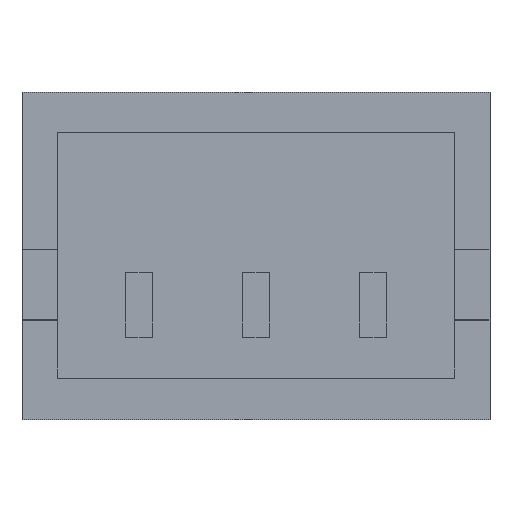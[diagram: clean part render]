
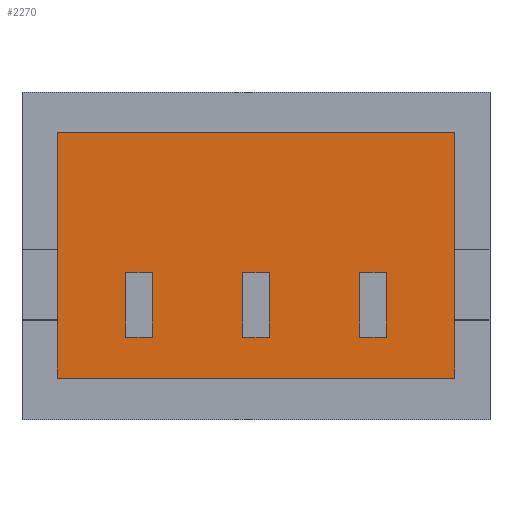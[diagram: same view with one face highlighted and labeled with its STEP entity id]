
A CAD part, top view. The second image highlights one B-rep face of the part: STEP entity #2270.
In plain terms, the highlighted planar face has unit normal (0, 0, 1).
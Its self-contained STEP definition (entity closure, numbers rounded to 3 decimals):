
#33 = CARTESIAN_POINT ( 'NONE',  ( 2., -3.55, 3.9 ) ) ;
#34 = AXIS2_PLACEMENT_3D ( 'NONE', #33, #38, #41 ) ;
#38 = DIRECTION ( 'NONE',  ( 0., 0., -1. ) ) ;
#41 = DIRECTION ( 'NONE',  ( 0., 1., 0. ) ) ;
#43 = PLANE ( 'NONE',  #34 ) ;
#416 = DIRECTION ( 'NONE',  ( -1., 0., 0. ) ) ;
#417 = VECTOR ( 'NONE', #416, 1000. ) ;
#418 = CARTESIAN_POINT ( 'NONE',  ( -0.115, -2.65, 3.9 ) ) ;
#419 = LINE ( 'NONE', #418, #417 ) ;
#420 = CARTESIAN_POINT ( 'NONE',  ( 0.115, -2.65, 3.9 ) ) ;
#762 = EDGE_CURVE ( 'NONE', #766, #2070, #1076, .T. ) ;
#763 = ORIENTED_EDGE ( 'NONE', *, *, #762, .F. ) ;
#765 = VERTEX_POINT ( 'NONE', #1072 ) ;
#766 = VERTEX_POINT ( 'NONE', #1071 ) ;
#767 = ORIENTED_EDGE ( 'NONE', *, *, #768, .F. ) ;
#768 = EDGE_CURVE ( 'NONE', #769, #766, #1070, .T. ) ;
#769 = VERTEX_POINT ( 'NONE', #1066 ) ;
#770 = ORIENTED_EDGE ( 'NONE', *, *, #771, .F. ) ;
#771 = EDGE_CURVE ( 'NONE', #765, #769, #1065, .T. ) ;
#772 = EDGE_LOOP ( 'NONE', ( #773, #819, #822, #825 ) ) ;
#773 = ORIENTED_EDGE ( 'NONE', *, *, #816, .F. ) ;
#798 = EDGE_CURVE ( 'NONE', #2213, #815, #1142, .T. ) ;
#799 = ORIENTED_EDGE ( 'NONE', *, *, #800, .F. ) ;
#800 = EDGE_CURVE ( 'NONE', #801, #815, #1138, .T. ) ;
#801 = VERTEX_POINT ( 'NONE', #1134 ) ;
#802 = ORIENTED_EDGE ( 'NONE', *, *, #803, .F. ) ;
#803 = EDGE_CURVE ( 'NONE', #2218, #801, #1132, .T. ) ;
#812 = EDGE_CURVE ( 'NONE', #818, #824, #1157, .T. ) ;
#813 = ORIENTED_EDGE ( 'NONE', *, *, #2217, .T. ) ;
#814 = ORIENTED_EDGE ( 'NONE', *, *, #798, .T. ) ;
#815 = VERTEX_POINT ( 'NONE', #1153 ) ;
#816 = EDGE_CURVE ( 'NONE', #817, #818, #1206, .T. ) ;
#817 = VERTEX_POINT ( 'NONE', #1202 ) ;
#818 = VERTEX_POINT ( 'NONE', #1201 ) ;
#819 = ORIENTED_EDGE ( 'NONE', *, *, #820, .F. ) ;
#820 = EDGE_CURVE ( 'NONE', #821, #817, #1200, .T. ) ;
#821 = VERTEX_POINT ( 'NONE', #1196 ) ;
#822 = ORIENTED_EDGE ( 'NONE', *, *, #823, .F. ) ;
#823 = EDGE_CURVE ( 'NONE', #824, #821, #1195, .T. ) ;
#824 = VERTEX_POINT ( 'NONE', #1191 ) ;
#825 = ORIENTED_EDGE ( 'NONE', *, *, #812, .F. ) ;
#826 = EDGE_LOOP ( 'NONE', ( #813, #814, #799, #802 ) ) ;
#1065 = LINE ( 'NONE', #1117, #1116 ) ;
#1066 = CARTESIAN_POINT ( 'NONE',  ( -0.115, -3.2, 3.9 ) ) ;
#1067 = DIRECTION ( 'NONE',  ( 1., 0., 0. ) ) ;
#1068 = VECTOR ( 'NONE', #1067, 1000. ) ;
#1069 = CARTESIAN_POINT ( 'NONE',  ( 0.115, -3.2, 3.9 ) ) ;
#1070 = LINE ( 'NONE', #1069, #1068 ) ;
#1071 = CARTESIAN_POINT ( 'NONE',  ( 0.115, -3.2, 3.9 ) ) ;
#1072 = CARTESIAN_POINT ( 'NONE',  ( -0.115, -2.65, 3.9 ) ) ;
#1073 = DIRECTION ( 'NONE',  ( 0., 1., 0. ) ) ;
#1074 = VECTOR ( 'NONE', #1073, 1000. ) ;
#1075 = CARTESIAN_POINT ( 'NONE',  ( 0.115, -2.65, 3.9 ) ) ;
#1076 = LINE ( 'NONE', #1075, #1074 ) ;
#1115 = DIRECTION ( 'NONE',  ( 0., -1., 0. ) ) ;
#1116 = VECTOR ( 'NONE', #1115, 1000. ) ;
#1117 = CARTESIAN_POINT ( 'NONE',  ( -0.115, -2.65, 3.9 ) ) ;
#1129 = DIRECTION ( 'NONE',  ( 0., -1., 0. ) ) ;
#1130 = VECTOR ( 'NONE', #1129, 1000. ) ;
#1131 = CARTESIAN_POINT ( 'NONE',  ( 1.7, -1.45, 3.9 ) ) ;
#1132 = LINE ( 'NONE', #1131, #1130 ) ;
#1134 = CARTESIAN_POINT ( 'NONE',  ( 1.7, -3.55, 3.9 ) ) ;
#1135 = DIRECTION ( 'NONE',  ( -1., 0., 0. ) ) ;
#1136 = VECTOR ( 'NONE', #1135, 1000. ) ;
#1137 = CARTESIAN_POINT ( 'NONE',  ( 2., -3.55, 3.9 ) ) ;
#1138 = LINE ( 'NONE', #1137, #1136 ) ;
#1139 = DIRECTION ( 'NONE',  ( 0., -1., 0. ) ) ;
#1140 = VECTOR ( 'NONE', #1139, 1000. ) ;
#1141 = CARTESIAN_POINT ( 'NONE',  ( -1.7, -1.45, 3.9 ) ) ;
#1142 = LINE ( 'NONE', #1141, #1140 ) ;
#1153 = CARTESIAN_POINT ( 'NONE',  ( -1.7, -3.55, 3.9 ) ) ;
#1154 = DIRECTION ( 'NONE',  ( 0., -1., 0. ) ) ;
#1155 = VECTOR ( 'NONE', #1154, 1000. ) ;
#1156 = CARTESIAN_POINT ( 'NONE',  ( -1.115, -2.65, 3.9 ) ) ;
#1157 = LINE ( 'NONE', #1156, #1155 ) ;
#1191 = CARTESIAN_POINT ( 'NONE',  ( -1.115, -3.2, 3.9 ) ) ;
#1192 = DIRECTION ( 'NONE',  ( 1., 0., 0. ) ) ;
#1193 = VECTOR ( 'NONE', #1192, 1000. ) ;
#1194 = CARTESIAN_POINT ( 'NONE',  ( -0.885, -3.2, 3.9 ) ) ;
#1195 = LINE ( 'NONE', #1194, #1193 ) ;
#1196 = CARTESIAN_POINT ( 'NONE',  ( -0.885, -3.2, 3.9 ) ) ;
#1197 = DIRECTION ( 'NONE',  ( 0., 1., 0. ) ) ;
#1198 = VECTOR ( 'NONE', #1197, 1000. ) ;
#1199 = CARTESIAN_POINT ( 'NONE',  ( -0.885, -2.65, 3.9 ) ) ;
#1200 = LINE ( 'NONE', #1199, #1198 ) ;
#1201 = CARTESIAN_POINT ( 'NONE',  ( -1.115, -2.65, 3.9 ) ) ;
#1202 = CARTESIAN_POINT ( 'NONE',  ( -0.885, -2.65, 3.9 ) ) ;
#1203 = DIRECTION ( 'NONE',  ( -1., 0., 0. ) ) ;
#1204 = VECTOR ( 'NONE', #1203, 1000. ) ;
#1205 = CARTESIAN_POINT ( 'NONE',  ( -1.115, -2.65, 3.9 ) ) ;
#1206 = LINE ( 'NONE', #1205, #1204 ) ;
#1579 = CARTESIAN_POINT ( 'NONE',  ( -1.7, -1.45, 3.9 ) ) ;
#1622 = CARTESIAN_POINT ( 'NONE',  ( 1.7, -1.45, 3.9 ) ) ;
#1623 = DIRECTION ( 'NONE',  ( -1., 0., 0. ) ) ;
#1624 = VECTOR ( 'NONE', #1623, 1000. ) ;
#1625 = CARTESIAN_POINT ( 'NONE',  ( 2., -1.45, 3.9 ) ) ;
#1626 = LINE ( 'NONE', #1625, #1624 ) ;
#1688 = CARTESIAN_POINT ( 'NONE',  ( 1.115, -2.65, 3.9 ) ) ;
#1689 = LINE ( 'NONE', #1688, #1745 ) ;
#1694 = DIRECTION ( 'NONE',  ( 0., -1., 0. ) ) ;
#1695 = VECTOR ( 'NONE', #1694, 1000. ) ;
#1696 = CARTESIAN_POINT ( 'NONE',  ( 0.885, -2.65, 3.9 ) ) ;
#1697 = LINE ( 'NONE', #1696, #1695 ) ;
#1728 = FACE_OUTER_BOUND ( 'NONE', #826, .T. ) ;
#1729 = FACE_BOUND ( 'NONE', #772, .T. ) ;
#1730 = FACE_BOUND ( 'NONE', #2255, .T. ) ;
#1731 = FACE_BOUND ( 'NONE', #2269, .T. ) ;
#1732 = CARTESIAN_POINT ( 'NONE',  ( 0.885, -2.65, 3.9 ) ) ;
#1733 = DIRECTION ( 'NONE',  ( 1., 0., 0. ) ) ;
#1734 = VECTOR ( 'NONE', #1733, 1000. ) ;
#1735 = CARTESIAN_POINT ( 'NONE',  ( 1.115, -3.2, 3.9 ) ) ;
#1736 = LINE ( 'NONE', #1735, #1734 ) ;
#1737 = CARTESIAN_POINT ( 'NONE',  ( 0.885, -3.2, 3.9 ) ) ;
#1738 = CARTESIAN_POINT ( 'NONE',  ( 1.115, -2.65, 3.9 ) ) ;
#1739 = DIRECTION ( 'NONE',  ( -1., 0., 0. ) ) ;
#1740 = VECTOR ( 'NONE', #1739, 1000. ) ;
#1741 = CARTESIAN_POINT ( 'NONE',  ( 0.885, -2.65, 3.9 ) ) ;
#1742 = LINE ( 'NONE', #1741, #1740 ) ;
#1743 = CARTESIAN_POINT ( 'NONE',  ( 1.115, -3.2, 3.9 ) ) ;
#1744 = DIRECTION ( 'NONE',  ( 0., 1., 0. ) ) ;
#1745 = VECTOR ( 'NONE', #1744, 1000. ) ;
#2070 = VERTEX_POINT ( 'NONE', #420 ) ;
#2071 = ORIENTED_EDGE ( 'NONE', *, *, #2072, .F. ) ;
#2072 = EDGE_CURVE ( 'NONE', #2070, #765, #419, .T. ) ;
#2194 = ORIENTED_EDGE ( 'NONE', *, *, #2254, .F. ) ;
#2213 = VERTEX_POINT ( 'NONE', #1579 ) ;
#2217 = EDGE_CURVE ( 'NONE', #2218, #2213, #1626, .T. ) ;
#2218 = VERTEX_POINT ( 'NONE', #1622 ) ;
#2254 = EDGE_CURVE ( 'NONE', #2267, #2263, #1697, .T. ) ;
#2255 = EDGE_LOOP ( 'NONE', ( #2071, #763, #767, #770 ) ) ;
#2258 = ORIENTED_EDGE ( 'NONE', *, *, #2261, .F. ) ;
#2259 = EDGE_CURVE ( 'NONE', #2260, #2262, #1689, .T. ) ;
#2260 = VERTEX_POINT ( 'NONE', #1743 ) ;
#2261 = EDGE_CURVE ( 'NONE', #2262, #2267, #1742, .T. ) ;
#2262 = VERTEX_POINT ( 'NONE', #1738 ) ;
#2263 = VERTEX_POINT ( 'NONE', #1737 ) ;
#2264 = EDGE_CURVE ( 'NONE', #2263, #2260, #1736, .T. ) ;
#2265 = ORIENTED_EDGE ( 'NONE', *, *, #2259, .F. ) ;
#2266 = ORIENTED_EDGE ( 'NONE', *, *, #2264, .F. ) ;
#2267 = VERTEX_POINT ( 'NONE', #1732 ) ;
#2269 = EDGE_LOOP ( 'NONE', ( #2258, #2265, #2266, #2194 ) ) ;
#2270 = ADVANCED_FACE ( 'NONE', ( #1731, #1730, #1729, #1728 ), #43, .F. ) ;
